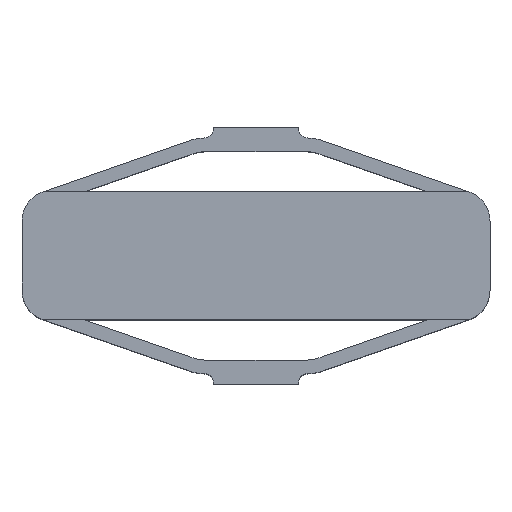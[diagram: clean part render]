
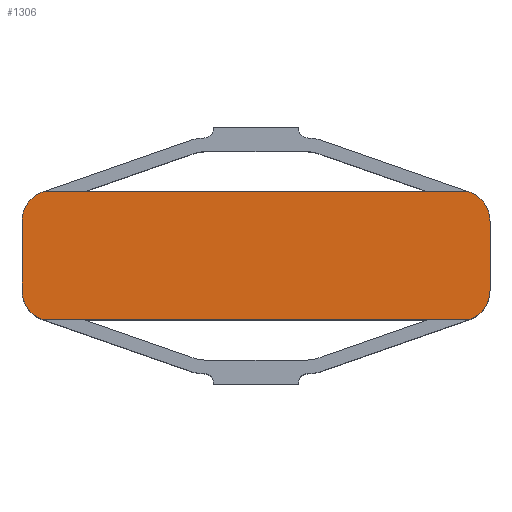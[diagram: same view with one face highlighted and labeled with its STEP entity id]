
A CAD part, top view. The second image highlights one B-rep face of the part: STEP entity #1306.
In plain terms, the highlighted planar face has unit normal (0, 0, 1).
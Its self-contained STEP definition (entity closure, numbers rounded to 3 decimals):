
#7 = DIRECTION ( 'NONE',  ( 0., 0., 1. ) ) ;
#20 = AXIS2_PLACEMENT_3D ( 'NONE', #1111, #7, #507 ) ;
#24 = CARTESIAN_POINT ( 'NONE',  ( -13.659, -2., 7. ) ) ;
#29 = VERTEX_POINT ( 'NONE', #1203 ) ;
#38 = DIRECTION ( 'NONE',  ( 0., -1., 0. ) ) ;
#54 = ORIENTED_EDGE ( 'NONE', *, *, #618, .T. ) ;
#80 = EDGE_CURVE ( 'NONE', #511, #780, #1222, .T. ) ;
#93 = ORIENTED_EDGE ( 'NONE', *, *, #293, .T. ) ;
#112 = CARTESIAN_POINT ( 'NONE',  ( 11.814, 2., 7. ) ) ;
#136 = DIRECTION ( 'NONE',  ( 1., 0., 0. ) ) ;
#159 = LINE ( 'NONE', #24, #722 ) ;
#164 = CARTESIAN_POINT ( 'NONE',  ( -11.814, 2., 7. ) ) ;
#196 = EDGE_CURVE ( 'NONE', #470, #511, #1351, .T. ) ;
#224 = VECTOR ( 'NONE', #279, 1000. ) ;
#251 = ORIENTED_EDGE ( 'NONE', *, *, #428, .T. ) ;
#269 = DIRECTION ( 'NONE',  ( 1., 0., 0. ) ) ;
#279 = DIRECTION ( 'NONE',  ( -1., 0., 0. ) ) ;
#287 = CIRCLE ( 'NONE', #20, 1.844 ) ;
#293 = EDGE_CURVE ( 'NONE', #29, #470, #287, .T. ) ;
#296 = LINE ( 'NONE', #787, #224 ) ;
#317 = CARTESIAN_POINT ( 'NONE',  ( 13.659, -2., 7. ) ) ;
#345 = PLANE ( 'NONE',  #942 ) ;
#348 = CARTESIAN_POINT ( 'NONE',  ( -12.422, -3.741, 7. ) ) ;
#351 = AXIS2_PLACEMENT_3D ( 'NONE', #164, #792, #416 ) ;
#394 = DIRECTION ( 'NONE',  ( 0., 0., 1. ) ) ;
#402 = DIRECTION ( 'NONE',  ( 0., 1., 0. ) ) ;
#416 = DIRECTION ( 'NONE',  ( 1., 0., 0. ) ) ;
#428 = EDGE_CURVE ( 'NONE', #780, #742, #1404, .T. ) ;
#470 = VERTEX_POINT ( 'NONE', #348 ) ;
#482 = DIRECTION ( 'NONE',  ( 0., 0., 1. ) ) ;
#486 = CIRCLE ( 'NONE', #596, 1.844 ) ;
#496 = CARTESIAN_POINT ( 'NONE',  ( 12.422, -3.741, 7. ) ) ;
#507 = DIRECTION ( 'NONE',  ( 1., 0., 0. ) ) ;
#511 = VERTEX_POINT ( 'NONE', #496 ) ;
#515 = VECTOR ( 'NONE', #136, 1000. ) ;
#532 = ORIENTED_EDGE ( 'NONE', *, *, #196, .T. ) ;
#574 = AXIS2_PLACEMENT_3D ( 'NONE', #946, #482, #709 ) ;
#575 = CARTESIAN_POINT ( 'NONE',  ( 13.659, -2., 7. ) ) ;
#596 = AXIS2_PLACEMENT_3D ( 'NONE', #889, #394, #269 ) ;
#618 = EDGE_CURVE ( 'NONE', #760, #1459, #296, .T. ) ;
#668 = EDGE_CURVE ( 'NONE', #742, #760, #486, .T. ) ;
#681 = ORIENTED_EDGE ( 'NONE', *, *, #1212, .T. ) ;
#690 = EDGE_LOOP ( 'NONE', ( #860, #54, #681, #1102, #93, #532, #1383, #251 ) ) ;
#691 = CARTESIAN_POINT ( 'NONE',  ( 13.659, 2., 7. ) ) ;
#697 = EDGE_CURVE ( 'NONE', #1206, #29, #159, .T. ) ;
#709 = DIRECTION ( 'NONE',  ( 1., 0., 0. ) ) ;
#710 = FACE_OUTER_BOUND ( 'NONE', #690, .T. ) ;
#722 = VECTOR ( 'NONE', #38, 1000. ) ;
#742 = VERTEX_POINT ( 'NONE', #691 ) ;
#760 = VERTEX_POINT ( 'NONE', #935 ) ;
#780 = VERTEX_POINT ( 'NONE', #575 ) ;
#787 = CARTESIAN_POINT ( 'NONE',  ( -12.422, 3.741, 7. ) ) ;
#792 = DIRECTION ( 'NONE',  ( 0., 0., 1. ) ) ;
#803 = CARTESIAN_POINT ( 'NONE',  ( -13.659, 2., 7. ) ) ;
#857 = CARTESIAN_POINT ( 'NONE',  ( -12.422, -3.741, 7. ) ) ;
#860 = ORIENTED_EDGE ( 'NONE', *, *, #668, .T. ) ;
#889 = CARTESIAN_POINT ( 'NONE',  ( 11.814, 2., 7. ) ) ;
#935 = CARTESIAN_POINT ( 'NONE',  ( 12.422, 3.741, 7. ) ) ;
#942 = AXIS2_PLACEMENT_3D ( 'NONE', #112, #1066, #1544 ) ;
#946 = CARTESIAN_POINT ( 'NONE',  ( 11.814, -2., 7. ) ) ;
#965 = CIRCLE ( 'NONE', #351, 1.844 ) ;
#1001 = VECTOR ( 'NONE', #402, 1000. ) ;
#1066 = DIRECTION ( 'NONE',  ( 0., 0., 1. ) ) ;
#1102 = ORIENTED_EDGE ( 'NONE', *, *, #697, .T. ) ;
#1111 = CARTESIAN_POINT ( 'NONE',  ( -11.814, -2., 7. ) ) ;
#1203 = CARTESIAN_POINT ( 'NONE',  ( -13.659, -2., 7. ) ) ;
#1206 = VERTEX_POINT ( 'NONE', #803 ) ;
#1212 = EDGE_CURVE ( 'NONE', #1459, #1206, #965, .T. ) ;
#1222 = CIRCLE ( 'NONE', #574, 1.844 ) ;
#1306 = ADVANCED_FACE ( 'NONE', ( #710 ), #345, .T. ) ;
#1343 = CARTESIAN_POINT ( 'NONE',  ( -12.422, 3.741, 7. ) ) ;
#1351 = LINE ( 'NONE', #857, #515 ) ;
#1383 = ORIENTED_EDGE ( 'NONE', *, *, #80, .T. ) ;
#1404 = LINE ( 'NONE', #317, #1001 ) ;
#1459 = VERTEX_POINT ( 'NONE', #1343 ) ;
#1544 = DIRECTION ( 'NONE',  ( 1., 0., 0. ) ) ;
